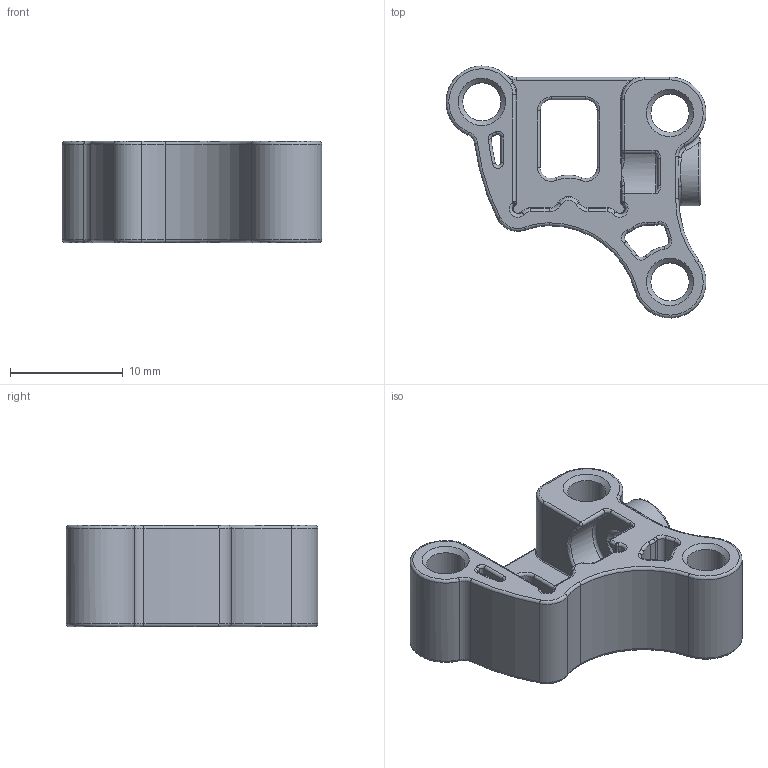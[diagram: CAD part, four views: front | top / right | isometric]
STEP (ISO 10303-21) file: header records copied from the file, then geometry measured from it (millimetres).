
FILE_DESCRIPTION(/* description */ (''),/* implementation_level */ '2;1');
FILE_NAME(/* name */ 'MP_DooKi3_SLM_XY_Rail_Mount_3bolt.step',/* time_stamp */ '2024-07-25T15:58:21-04:00',/* author */ (''),/* organization */ (''),/* preprocessor_version */ 'ST-DEVELOPER v20',/* originating_system */ 'Autodesk Translation Framework v13.14.0.145',/* authorisation */ '');
FILE_SCHEMA (('AUTOMOTIVE_DESIGN { 1 0 10303 214 3 1 1 }'));
Length unit declared in the file: millimetre
Products named in the file (1): FusionComponent
Bounding box: 23.1 x 22.39 x 9 mm (x, y, z)
Volume: 1592.9 mm3; surface area: 1917.8 mm2
Topology: 1 solids, 1 shells, 271 faces, 631 edges, 355 vertices
Faces by surface type: torus 104, cylinder 98, bspline 29, plane 26, cone 8, sphere 6
Full cylindrical faces by diameter (mm): 2.5 x1, 3.4 x3
Entity records: 8880 total; most frequent: CARTESIAN_POINT 2607, DIRECTION 1458, ORIENTED_EDGE 1246, AXIS2_PLACEMENT_3D 648, EDGE_CURVE 623, CIRCLE 399, VERTEX_POINT 355, EDGE_LOOP 286
